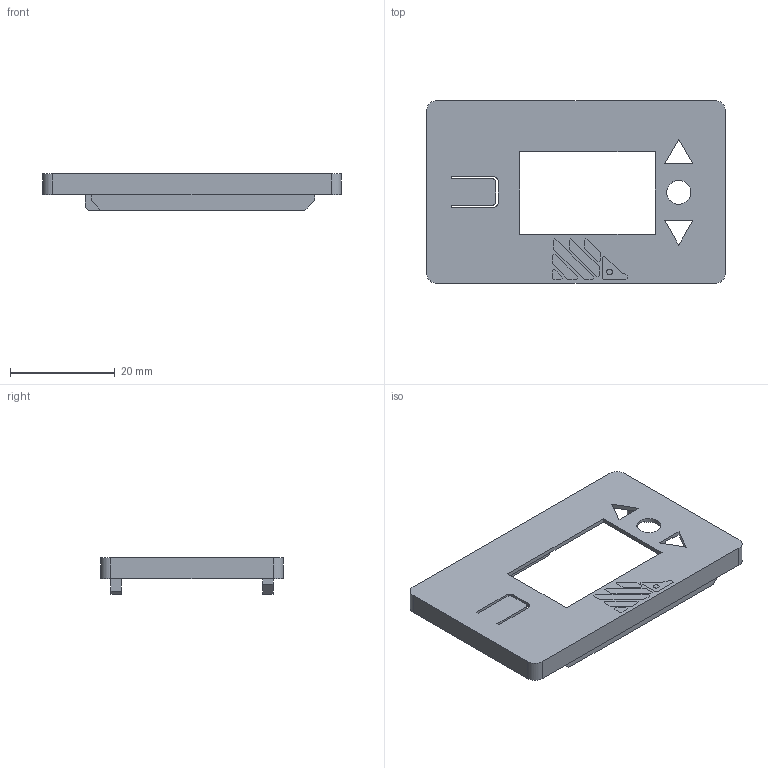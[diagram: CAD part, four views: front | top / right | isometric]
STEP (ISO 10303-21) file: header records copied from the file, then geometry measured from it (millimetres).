
FILE_DESCRIPTION(('HOOPS Exchange Step'),'2;1');
FILE_NAME('temp_export','2025-04-22T15:08:35-04:00',('mobile'),('Shapr3D Limited'),'HOOPS Exchange 2024.8','Shapr3D','Authorized');
FILE_SCHEMA( ('AP242_MANAGED_MODEL_BASED_3D_ENGINEERING_MIM_LF {1 0 10303 442 1 1 4}') );
Length unit declared in the file: millimetre
Products named in the file (2): Logo; Bezel assembly
Assembly tree (1 placements, depth 2):
  Bezel assembly
    Logo
Bounding box: 57.2 x 35 x 7 mm (x, y, z)
Volume: 3790.6 mm3; surface area: 5139.7 mm2
Topology: 7 solids, 7 shells, 231 faces, 633 edges, 425 vertices
Faces by surface type: plane 212, cylinder 19
Full cylindrical faces by diameter (mm): 1.103 x2, 3 x4, 4.6 x1
Entity records: 7315 total; most frequent: CARTESIAN_POINT 1293, ORIENTED_EDGE 1266, DIRECTION 1158, EDGE_CURVE 633, VECTOR 578, LINE 578, VERTEX_POINT 425, AXIS2_PLACEMENT_3D 290
